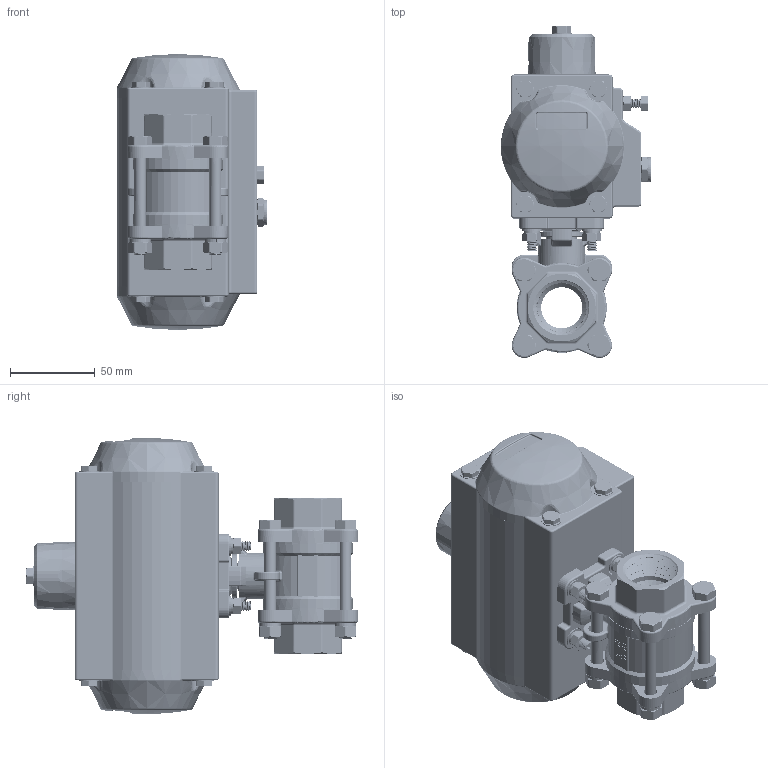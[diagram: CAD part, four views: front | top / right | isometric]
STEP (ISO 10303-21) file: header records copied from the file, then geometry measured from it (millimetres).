
FILE_DESCRIPTION (( 'STEP AP214' ), '1' );
FILE_NAME ('KS1.STEP', '2019-02-12T00:28:01', ( '' ), ( '' ), 'SwSTEP 2.0', 'SolidWorks 2016', '' );
FILE_SCHEMA (( 'AUTOMOTIVE_DESIGN' ));
Length unit declared in the file: millimetre
Products named in the file (1): KS1
Bounding box: 88.8 x 196.12 x 163 mm (x, y, z)
Volume: 1059671.2 mm3; surface area: 186321.6 mm2
Topology: 59 solids, 59 shells, 7726 faces, 25389 edges, 14417 vertices
Faces by surface type: cylinder 4805, sphere 1224, plane 677, cone 450, bspline 383, torus 187
Entity records: 460635 total; most frequent: CARTESIAN_POINT 175170, DIRECTION 45110, ORIENTED_EDGE 43728, EDGE_CURVE 21864, AXIS2_PLACEMENT_3D 19513, CIRCLE 12169, VERTEX_POINT 12084, EDGE_LOOP 7936
